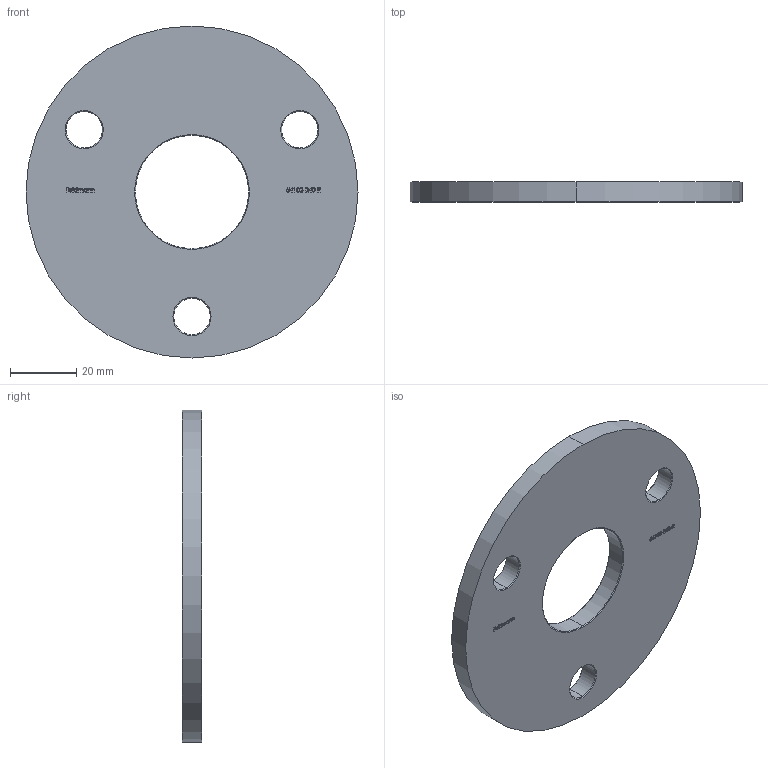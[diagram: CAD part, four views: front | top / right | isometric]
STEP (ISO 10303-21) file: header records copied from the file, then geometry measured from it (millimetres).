
FILE_DESCRIPTION (( 'STEP AP203' ), '1' );
FILE_NAME ('54102-240-R.step', '2020-10-21T10:57:11', ( '' ), ( '' ), 'SwSTEP 2.0', 'SolidWorks 2018', '' );
FILE_SCHEMA (( 'CONFIG_CONTROL_DESIGN' ));
Length unit declared in the file: millimetre
Products named in the file (2): 54102-240-R
Bounding box: 100 x 6 x 100 mm (x, y, z)
Volume: 39919.8 mm3; surface area: 16410.2 mm2
Topology: 1 solids, 1 shells, 269 faces, 704 edges, 464 vertices
Faces by surface type: plane 152, bspline 91, cone 16, cylinder 10
Entity records: 13531 total; most frequent: CARTESIAN_POINT 7330, ORIENTED_EDGE 1408, DIRECTION 918, EDGE_CURVE 704, LINE 486, VECTOR 486, VERTEX_POINT 464, EDGE_LOOP 304
